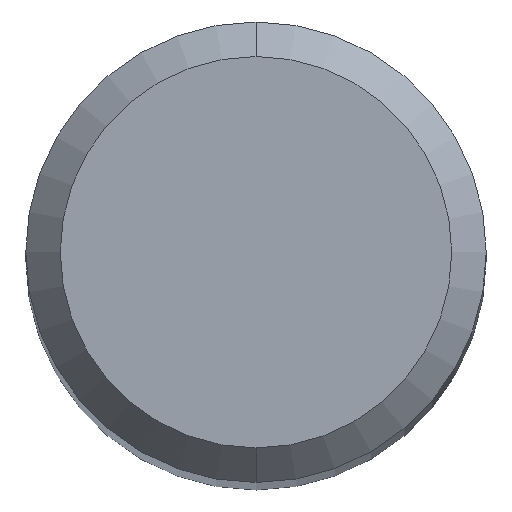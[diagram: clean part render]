
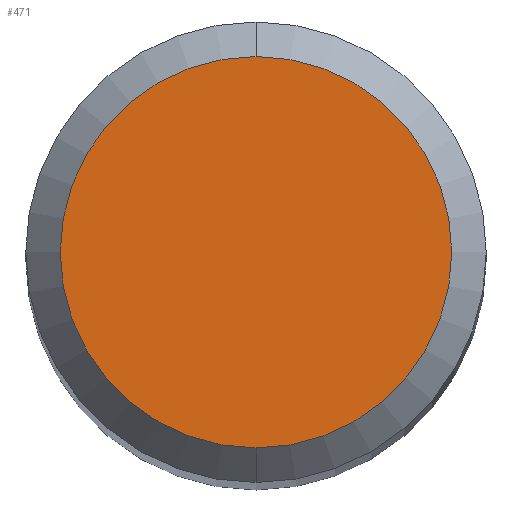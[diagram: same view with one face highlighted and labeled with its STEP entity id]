
A CAD part, top view. The second image highlights one B-rep face of the part: STEP entity #471.
In plain terms, the highlighted planar face has unit normal (0, 0, 1).
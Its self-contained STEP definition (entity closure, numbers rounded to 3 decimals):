
#471=ADVANCED_FACE('',(#1183),#1184,.T.);
#781=EDGE_CURVE('',#811,#897,#1517,.T.);
#811=VERTEX_POINT('',#1551);
#897=VERTEX_POINT('',#1645);
#951=EDGE_CURVE('',#897,#811,#1704,.T.);
#1183=FACE_OUTER_BOUND('',#2310,.T.);
#1184=PLANE('',#2311);
#1517=CIRCLE('',#3564,1.7);
#1551=CARTESIAN_POINT('',(0.0,1.7,0.0));
#1645=CARTESIAN_POINT('',(0.,-1.7,0.0));
#1704=CIRCLE('',#4367,1.7);
#2310=EDGE_LOOP('',(#4913,#4914));
#2311=AXIS2_PLACEMENT_3D('',#4915,#4916,#4917);
#3564=AXIS2_PLACEMENT_3D('',#5201,#5202,#5203);
#4367=AXIS2_PLACEMENT_3D('',#5405,#5406,#5407);
#4913=ORIENTED_EDGE('',*,*,#781,.F.);
#4914=ORIENTED_EDGE('',*,*,#951,.F.);
#4915=CARTESIAN_POINT('',(0.0,0.85,0.0));
#4916=DIRECTION('',(-0.0,0.0,1.0));
#4917=DIRECTION('',(0.0,-1.0,0.0));
#5201=CARTESIAN_POINT('',(0.0,0.0,0.0));
#5202=DIRECTION('',(0.0,0.0,-1.0));
#5203=DIRECTION('',(0.0,1.0,0.0));
#5405=CARTESIAN_POINT('',(0.0,0.0,0.0));
#5406=DIRECTION('',(0.0,0.0,-1.0));
#5407=DIRECTION('',(0.0,1.0,0.0));
